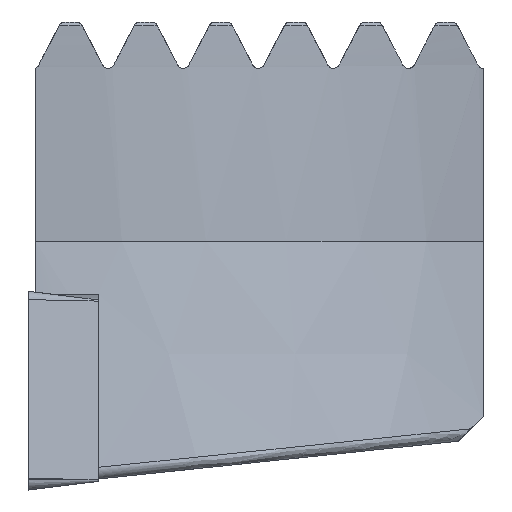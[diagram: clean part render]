
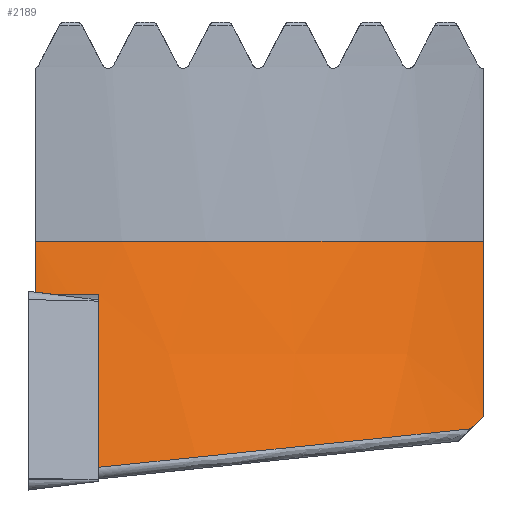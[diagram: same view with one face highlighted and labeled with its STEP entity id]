
A CAD part, left-side view. The second image highlights one B-rep face of the part: STEP entity #2189.
In plain terms, the highlighted conical face has half-angle 10 degrees and reference radius 45 mm.
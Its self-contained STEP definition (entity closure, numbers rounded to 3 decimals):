
#1607=VERTEX_POINT('NONE',#4257);
#1843=VERTEX_POINT('NONE',#4514);
#1987=EDGE_CURVE('NONE',#1843,#3373,#4667,.T.);
#2189=ADVANCED_FACE('NONE',(#4890),#4891,.T.);
#2293=EDGE_CURVE('NONE',#2347,#2861,#5003,.T.);
#2347=VERTEX_POINT('NONE',#5062);
#2385=EDGE_CURVE('NONE',#2931,#2573,#5101,.T.);
#2507=EDGE_CURVE('NONE',#2931,#3433,#5231,.F.);
#2573=VERTEX_POINT('NONE',#5303);
#2703=EDGE_CURVE('NONE',#1843,#3893,#5445,.T.);
#2861=VERTEX_POINT('NONE',#5616);
#2931=VERTEX_POINT('NONE',#5690);
#2975=EDGE_CURVE('NONE',#3373,#3433,#5739,.F.);
#3263=EDGE_CURVE('NONE',#2573,#2861,#6061,.F.);
#3373=VERTEX_POINT('NONE',#6175);
#3399=EDGE_CURVE('NONE',#3893,#1607,#6202,.T.);
#3433=VERTEX_POINT('NONE',#6237);
#3803=EDGE_CURVE('NONE',#2347,#1607,#6648,.F.);
#3893=VERTEX_POINT('NONE',#6753);
#4257=CARTESIAN_POINT('',(1.094,-5.56,1.814));
#4514=CARTESIAN_POINT('',(3.282,-2.06,15.64));
#4667=ELLIPSE('',#8540,46.03,45.725);
#4890=FACE_OUTER_BOUND('',#9064,.T.);
#4891=CONICAL_SURFACE('',#9065,45.0,0.175);
#5003=B_SPLINE_CURVE_WITH_KNOTS('',3,(#9331,#9332,#9333,#9334,#9335,#9336,#9337,#9338,#9339,#9340,#9341,#9342,#9343),.UNSPECIFIED.,.F.,.F.,(4,3,3,3,4),(0.0,0.2,0.609,0.834,1.0),.UNSPECIFIED.);
#5062=CARTESIAN_POINT('',(1.098,-5.604,1.814));
#5101=(B_SPLINE_CURVE(2,(#9548,#9549,#9550),.UNSPECIFIED.,.F.,.F.)B_SPLINE_CURVE_WITH_KNOTS((3,3),(1.416,15.94),.UNSPECIFIED.)RATIONAL_B_SPLINE_CURVE((1.,1.001,1.))BOUNDED_CURVE()REPRESENTATION_ITEM('')GEOMETRIC_REPRESENTATION_ITEM()CURVE());
#5231=CIRCLE('',#9801,45.0);
#5303=CARTESIAN_POINT('',(18.063,-36.36,5.903));
#5445=CIRCLE('',#10340,45.75);
#5616=CARTESIAN_POINT('',(16.657,-35.346,4.889));
#5690=CARTESIAN_POINT('',(22.0,-36.36,19.894));
#5739=LINE('',#10975,#10976);
#6061=ELLIPSE('',#12690,78.548,54.671);
#6175=CARTESIAN_POINT('',(3.281,-0.56,15.811));
#6202=(B_SPLINE_CURVE(2,(#13005,#13006,#13007),.UNSPECIFIED.,.F.,.F.)B_SPLINE_CURVE_WITH_KNOTS((3,3),(1.321,15.361),.UNSPECIFIED.)RATIONAL_B_SPLINE_CURVE((1.,1.,1.))BOUNDED_CURVE()REPRESENTATION_ITEM('')GEOMETRIC_REPRESENTATION_ITEM()CURVE());
#6237=CARTESIAN_POINT('',(4.,-0.56,19.894));
#6648=CIRCLE('',#14079,48.188);
#6753=CARTESIAN_POINT('',(3.547,-5.56,15.64));
#8540=AXIS2_PLACEMENT_3D('',#15130,#15131,#15132);
#9064=EDGE_LOOP('',(#15401,#15402,#15403,#15404,#15405,#15406,#15407,#15408,#15409));
#9065=AXIS2_PLACEMENT_3D('',#15410,#15411,#15412);
#9331=CARTESIAN_POINT('',(1.098,-5.604,1.814));
#9332=CARTESIAN_POINT('',(1.388,-7.867,2.048));
#9333=CARTESIAN_POINT('',(1.838,-10.112,2.281));
#9334=CARTESIAN_POINT('',(2.445,-12.313,2.508));
#9335=CARTESIAN_POINT('',(3.684,-16.812,2.973));
#9336=CARTESIAN_POINT('',(5.58,-21.13,3.419));
#9337=CARTESIAN_POINT('',(8.057,-25.091,3.829));
#9338=CARTESIAN_POINT('',(9.419,-27.27,4.054));
#9339=CARTESIAN_POINT('',(10.957,-29.341,4.268));
#9340=CARTESIAN_POINT('',(12.65,-31.277,4.468));
#9341=CARTESIAN_POINT('',(13.904,-32.711,4.616));
#9342=CARTESIAN_POINT('',(15.243,-34.071,4.757));
#9343=CARTESIAN_POINT('',(16.657,-35.346,4.889));
#9548=CARTESIAN_POINT('',(22.0,-36.36,19.894));
#9549=CARTESIAN_POINT('',(20.084,-36.36,13.373));
#9550=CARTESIAN_POINT('',(18.063,-36.36,5.903));
#9801=AXIS2_PLACEMENT_3D('',#15701,#15702,#15703);
#10340=AXIS2_PLACEMENT_3D('',#15922,#15923,#15924);
#10975=CARTESIAN_POINT('',(3.641,-0.56,17.852));
#10976=VECTOR('',#16217,1.0);
#12690=AXIS2_PLACEMENT_3D('',#16613,#16614,#16615);
#13005=CARTESIAN_POINT('',(3.547,-5.56,15.64));
#13006=CARTESIAN_POINT('',(2.352,-5.56,8.909));
#13007=CARTESIAN_POINT('',(1.094,-5.56,1.814));
#14079=AXIS2_PLACEMENT_3D('',#17227,#17228,#17229);
#15130=CARTESIAN_POINT('',(49.,-1.279,15.729));
#15131=DIRECTION('',(0.,0.113,-0.994));
#15132=DIRECTION('',(0.,-0.994,-0.113));
#15401=ORIENTED_EDGE('',*,*,#3263,.F.);
#15402=ORIENTED_EDGE('',*,*,#2385,.F.);
#15403=ORIENTED_EDGE('',*,*,#2507,.T.);
#15404=ORIENTED_EDGE('',*,*,#2975,.F.);
#15405=ORIENTED_EDGE('',*,*,#1987,.F.);
#15406=ORIENTED_EDGE('',*,*,#2703,.T.);
#15407=ORIENTED_EDGE('',*,*,#3399,.T.);
#15408=ORIENTED_EDGE('',*,*,#3803,.F.);
#15409=ORIENTED_EDGE('',*,*,#2293,.T.);
#15410=CARTESIAN_POINT('',(49.0,-0.36,19.894));
#15411=DIRECTION('',(0.,0.,-1.0));
#15412=DIRECTION('',(0.,1.0,0.));
#15701=CARTESIAN_POINT('',(49.0,-0.36,19.894));
#15702=DIRECTION('',(0.,0.,1.0));
#15703=DIRECTION('',(0.,1.0,0.));
#15922=CARTESIAN_POINT('',(49.0,-0.36,15.64));
#15923=DIRECTION('',(0.,0.,1.0));
#15924=DIRECTION('',(0.,1.0,0.));
#16217=DIRECTION('',(-0.174,0.,-0.985));
#16613=CARTESIAN_POINT('',(49.0,9.433,-39.891));
#16614=DIRECTION('',(0.,0.707,0.707));
#16615=DIRECTION('',(0.,-0.707,0.707));
#17227=CARTESIAN_POINT('',(49.0,-0.36,1.814));
#17228=DIRECTION('',(0.,0.,1.0));
#17229=DIRECTION('',(0.,1.0,0.));
